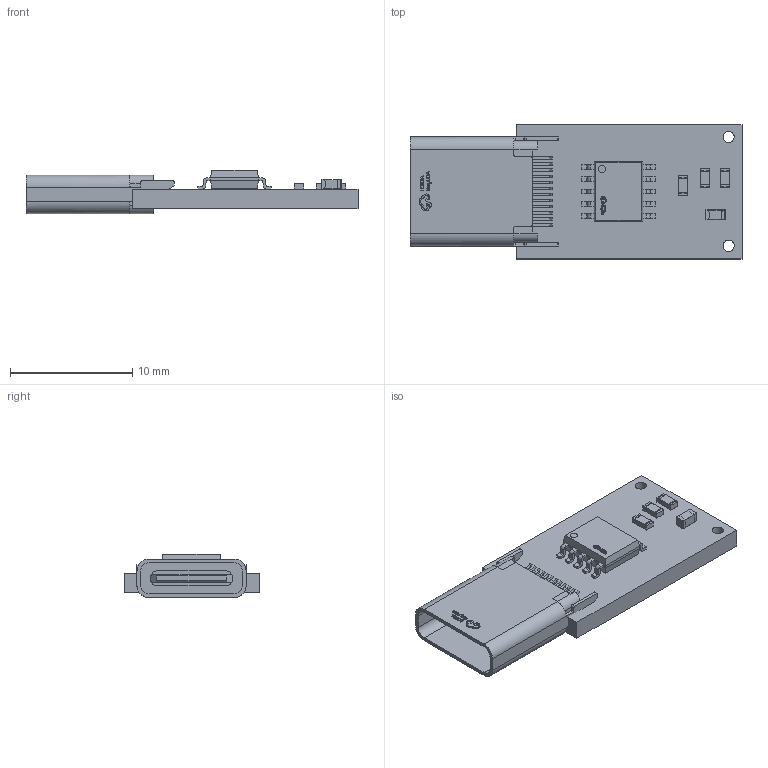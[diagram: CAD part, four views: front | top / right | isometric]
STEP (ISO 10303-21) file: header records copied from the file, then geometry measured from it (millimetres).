
FILE_DESCRIPTION(('Designed by EasyEDA Pro'),'2;1');
FILE_NAME('Open CASCADE Shape Model','2023-09-27T15:56:37',('Author'),( 'Open CASCADE'),'Open CASCADE STEP processor 7.6','Open CASCADE 7.6' ,'Unknown');
FILE_SCHEMA(('AUTOMOTIVE_DESIGN { 1 0 10303 214 1 1 1 1 }'));
Length unit declared in the file: millimetre
Products named in the file (16): PCBModel; COMPOUND; R1; R0603; R2; R3; C1; C0603; SOLID; U3; ESSOP-10_L4.9-W3.9-P1.0-LS6.0-TL-EP; USB1; USB-C-SMD_TYPEC-1103-BRP24
Assembly tree (17 placements, depth 4):
  PCBModel
    COMPOUND
    R1
      R0603
        COMPOUND
    R2
      R0603
        COMPOUND
    R3
      R0603
        COMPOUND
    C1
      C0603
        SOLID
    U3
      ESSOP-10_L4.9-W3.9-P1.0-LS6.0-TL-EP
        COMPOUND
    USB1
      USB-C-SMD_TYPEC-1103-BRP24
        COMPOUND
Bounding box: 27.19 x 10.97 x 3.54 mm (x, y, z)
Volume: 520 mm3; surface area: 1284.1 mm2
Topology: 43 solids, 43 shells, 2202 faces, 5910 edges, 3908 vertices
Faces by surface type: plane 1424, bspline 630, cylinder 140, sphere 8
Full cylindrical faces by diameter (mm): 0.914 x2
Entity records: 70567 total; most frequent: CARTESIAN_POINT 17266, ORIENTED_EDGE 8960, DIRECTION 6292, EDGE_CURVE 4480, LINE 3264, VECTOR 3264, VERTEX_POINT 2960, FACE_BOUND 1788
